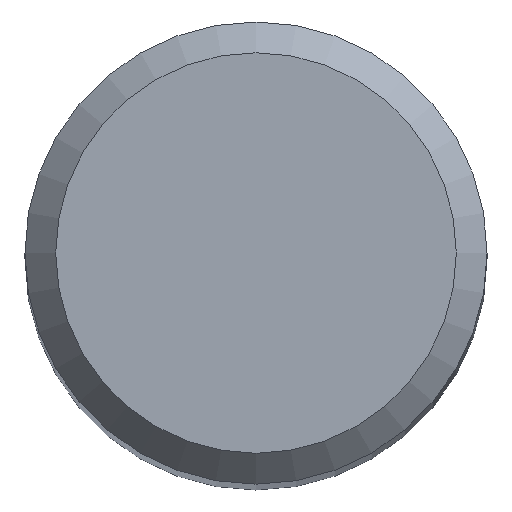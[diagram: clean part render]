
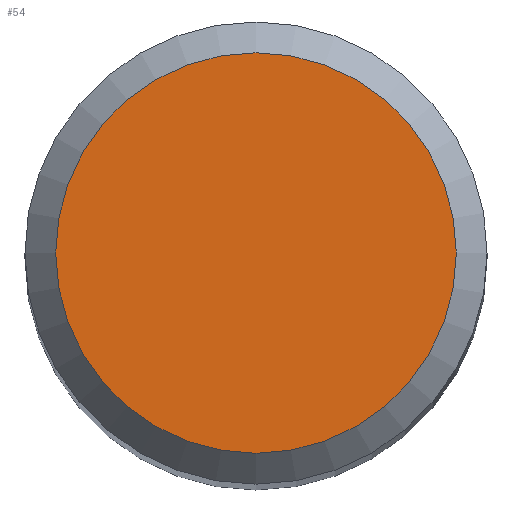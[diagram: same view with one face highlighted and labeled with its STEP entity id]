
A CAD part, top view. The second image highlights one B-rep face of the part: STEP entity #54.
In plain terms, the highlighted planar face has unit normal (0, 0, 1).
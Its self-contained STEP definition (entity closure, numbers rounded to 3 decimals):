
#46=PLANE('',#174);
#49=FACE_OUTER_BOUND('',#76,.T.);
#54=ADVANCED_FACE('',(#49),#46,.T.);
#76=EDGE_LOOP('',(#90));
#90=ORIENTED_EDGE('',*,*,#111,.T.);
#104=VERTEX_POINT('',#250);
#111=EDGE_CURVE('',#104,#104,#118,.T.);
#118=CIRCLE('',#173,2.6);
#173=AXIS2_PLACEMENT_3D('',#249,#200,#201);
#174=AXIS2_PLACEMENT_3D('',#251,#202,#203);
#200=DIRECTION('',(0.,0.,1.));
#201=DIRECTION('',(1.,0.,0.));
#202=DIRECTION('',(0.,0.,1.));
#203=DIRECTION('',(1.,0.,0.));
#249=CARTESIAN_POINT('',(0.,0.,0.));
#250=CARTESIAN_POINT('',(2.6,0.,0.));
#251=CARTESIAN_POINT('',(0.,0.,0.));
